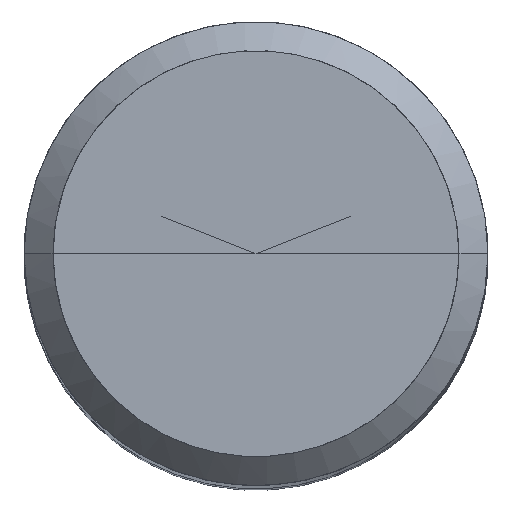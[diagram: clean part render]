
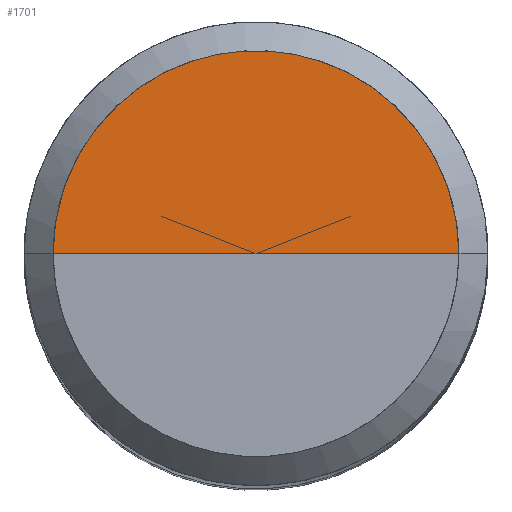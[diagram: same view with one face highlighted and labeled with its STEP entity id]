
A CAD part, top view. The second image highlights one B-rep face of the part: STEP entity #1701.
In plain terms, the highlighted free-form (B-spline) face has degree [1, 2] with [2, 5] control points.
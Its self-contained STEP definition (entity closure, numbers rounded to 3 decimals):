
#1480=CARTESIAN_POINT('',(7.0,0.0,58.0));
#1481=CARTESIAN_POINT('',(7.0,7.0,58.0));
#1482=CARTESIAN_POINT('',(0.0,7.0,58.0));
#1483=CARTESIAN_POINT('',(-7.0,7.0,58.0));
#1484=CARTESIAN_POINT('',(-7.0,0.0,58.0));
#1485=CARTESIAN_POINT('',(0.0,0.0,58.0));
#1686=(
BOUNDED_SURFACE()
B_SPLINE_SURFACE(1,2,(
(#1480,#1481,#1482,#1483,#1484),
(#1485,#1485,#1485,#1485,#1485)
), .UNSPECIFIED.,.F.,.F.,.F.)
B_SPLINE_SURFACE_WITH_KNOTS((2,2),(3,2,3),(
0.0,1.0),(
0.0,0.5,1.0), .UNSPECIFIED.)
GEOMETRIC_REPRESENTATION_ITEM()
RATIONAL_B_SPLINE_SURFACE(((1.0,0.707,1.0,0.707,1.0),
(1.0,0.707,1.0,0.707,1.0)
))
REPRESENTATION_ITEM('')
SURFACE()
);
#1687=(
BOUNDED_CURVE()
B_SPLINE_CURVE(2,(#1484,#1483,#1482,#1481,#1480),.UNSPECIFIED.,.F.,.F.)
B_SPLINE_CURVE_WITH_KNOTS((3,2,3),
(0.0,0.5,1.0),.UNSPECIFIED.)
CURVE()
GEOMETRIC_REPRESENTATION_ITEM()
RATIONAL_B_SPLINE_CURVE((1.0,0.707,1.0,0.707,1.0))
REPRESENTATION_ITEM('')
);
#1688=(
BOUNDED_CURVE()
B_SPLINE_CURVE(1,(#1480,#1485),.UNSPECIFIED.,.F.,.F.)
B_SPLINE_CURVE_WITH_KNOTS((2,2),
(0.0,1.0),.UNSPECIFIED.)
CURVE()
GEOMETRIC_REPRESENTATION_ITEM()
RATIONAL_B_SPLINE_CURVE((1.0,1.0))
REPRESENTATION_ITEM('')
);
#1689=(
BOUNDED_CURVE()
B_SPLINE_CURVE(1,(#1485,#1484),.UNSPECIFIED.,.F.,.F.)
B_SPLINE_CURVE_WITH_KNOTS((2,2),
(0.0,1.0),.UNSPECIFIED.)
CURVE()
GEOMETRIC_REPRESENTATION_ITEM()
RATIONAL_B_SPLINE_CURVE((1.0,1.0))
REPRESENTATION_ITEM('')
);
#1690=VERTEX_POINT('',#1480);
#1691=VERTEX_POINT('',#1484);
#1692=VERTEX_POINT('',#1485);
#1693=EDGE_CURVE('',#1691,#1690,#1687,.T.);
#1694=EDGE_CURVE('',#1690,#1692,#1688,.T.);
#1695=EDGE_CURVE('',#1692,#1691,#1689,.T.);
#1696=ORIENTED_EDGE('',*,*,#1693,.T.);
#1697=ORIENTED_EDGE('',*,*,#1694,.T.);
#1698=ORIENTED_EDGE('',*,*,#1695,.T.);
#1699=EDGE_LOOP('',(#1696,#1697,#1698));
#1700=FACE_OUTER_BOUND('',#1699,.T.);
#1701=ADVANCED_FACE('',(#1700),#1686,.T.);
